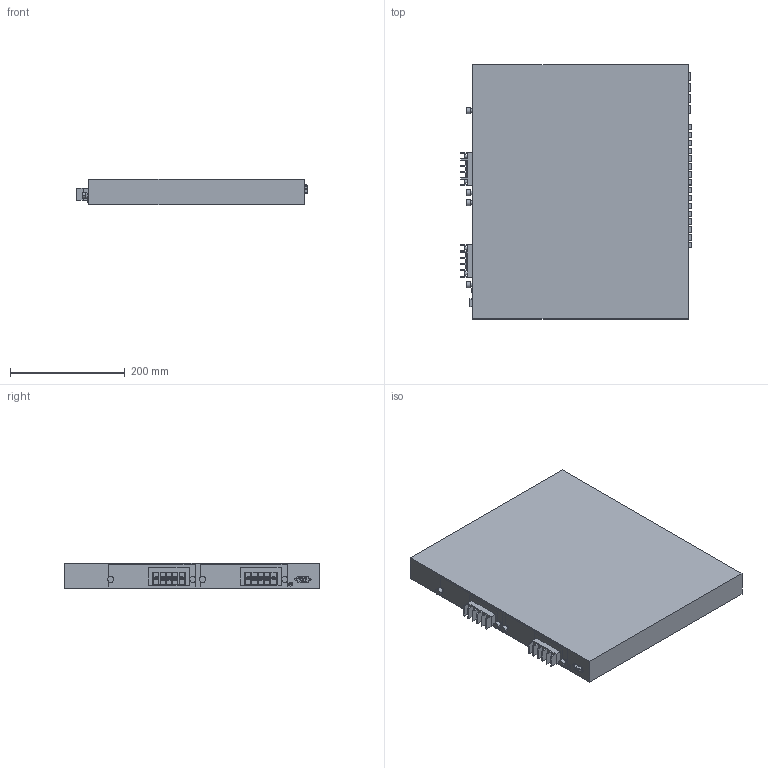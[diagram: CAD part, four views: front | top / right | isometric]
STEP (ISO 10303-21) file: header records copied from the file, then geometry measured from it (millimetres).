
FILE_DESCRIPTION(('Creo Elements/Direct Modeling STEP Export'),'2;1');
FILE_NAME('model.stp','2020-03-09T 9:09:59',(''),(''),'Creo Elements/Direct Modeling STEP processor for AP214 (Solid Model)','Creo Elements/Direct Modeling 20.1A 29-Sep-2018 (C) Parametric Technology GmbH','');
FILE_SCHEMA(('AUTOMOTIVE_DESIGN { 1 0 10303 214 1 1 1 1 }'));
Length unit declared in the file: millimetre
Products named in the file (2): FL_SWITCH_4808E_16FX_..._LC_4GC-select
Assembly tree (1 placements, depth 2):
  FL_SWITCH_4808E_16FX_..._LC_4GC-select
    FL_SWITCH_4808E_16FX_..._LC_4GC-select
Bounding box: 401.83 x 442 x 44 mm (x, y, z)
Volume: 7326789.1 mm3; surface area: 431066.4 mm2
Topology: 1 solids, 1 shells, 1148 faces, 2778 edges, 1852 vertices
Faces by surface type: plane 884, cylinder 264
Entity records: 40071 total; most frequent: ORIENTED_EDGE 5556, CARTESIAN_POINT 5516, DIRECTION 5106, EDGE_CURVE 2778, VECTOR 2222, LINE 2222, VERTEX_POINT 1852, AXIS2_PLACEMENT_3D 1442
